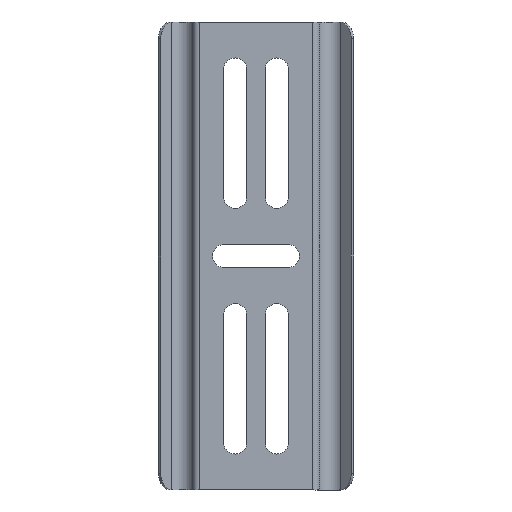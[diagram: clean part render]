
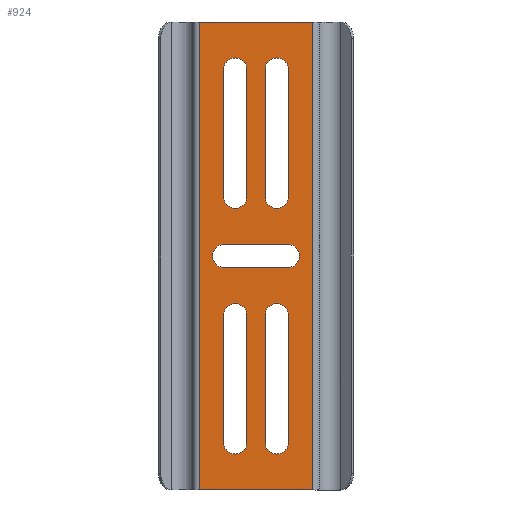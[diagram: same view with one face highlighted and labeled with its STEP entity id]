
A CAD part, front view. The second image highlights one B-rep face of the part: STEP entity #924.
In plain terms, the highlighted planar face has unit normal (0, -1, 0).
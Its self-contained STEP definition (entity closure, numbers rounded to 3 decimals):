
#15=FACE_BOUND('',#159,.T.);
#16=FACE_BOUND('',#160,.T.);
#17=FACE_BOUND('',#161,.T.);
#18=FACE_BOUND('',#162,.T.);
#19=FACE_BOUND('',#163,.T.);
#43=PLANE('',#1029);
#104=FACE_OUTER_BOUND('',#158,.T.);
#158=EDGE_LOOP('',(#759,#760,#761,#762));
#159=EDGE_LOOP('',(#763,#764,#765,#766));
#160=EDGE_LOOP('',(#767,#768,#769,#770));
#161=EDGE_LOOP('',(#771,#772,#773,#774));
#162=EDGE_LOOP('',(#775,#776,#777,#778));
#163=EDGE_LOOP('',(#779,#780,#781,#782));
#195=CIRCLE('',#985,3.5);
#197=CIRCLE('',#989,3.5);
#199=CIRCLE('',#993,3.5);
#201=CIRCLE('',#997,3.5);
#203=CIRCLE('',#1001,3.5);
#205=CIRCLE('',#1005,3.5);
#207=CIRCLE('',#1009,3.5);
#209=CIRCLE('',#1013,3.5);
#211=CIRCLE('',#1017,3.5);
#213=CIRCLE('',#1021,3.5);
#250=LINE('',#1498,#330);
#255=LINE('',#1512,#335);
#258=LINE('',#1522,#338);
#263=LINE('',#1536,#343);
#266=LINE('',#1546,#346);
#271=LINE('',#1560,#351);
#274=LINE('',#1570,#354);
#279=LINE('',#1584,#359);
#282=LINE('',#1594,#362);
#287=LINE('',#1608,#367);
#293=LINE('',#1629,#373);
#294=LINE('',#1631,#374);
#295=LINE('',#1633,#375);
#296=LINE('',#1634,#376);
#330=VECTOR('',#1128,10.);
#335=VECTOR('',#1141,10.);
#338=VECTOR('',#1152,10.);
#343=VECTOR('',#1165,10.);
#346=VECTOR('',#1176,10.);
#351=VECTOR('',#1189,10.);
#354=VECTOR('',#1200,10.);
#359=VECTOR('',#1213,10.);
#362=VECTOR('',#1224,10.);
#367=VECTOR('',#1237,10.);
#373=VECTOR('',#1263,10.);
#374=VECTOR('',#1264,10.);
#375=VECTOR('',#1265,10.);
#376=VECTOR('',#1266,10.);
#415=VERTEX_POINT('',#1496);
#416=VERTEX_POINT('',#1497);
#419=VERTEX_POINT('',#1505);
#421=VERTEX_POINT('',#1511);
#423=VERTEX_POINT('',#1520);
#424=VERTEX_POINT('',#1521);
#427=VERTEX_POINT('',#1529);
#429=VERTEX_POINT('',#1535);
#431=VERTEX_POINT('',#1544);
#432=VERTEX_POINT('',#1545);
#435=VERTEX_POINT('',#1553);
#437=VERTEX_POINT('',#1559);
#439=VERTEX_POINT('',#1568);
#440=VERTEX_POINT('',#1569);
#443=VERTEX_POINT('',#1577);
#445=VERTEX_POINT('',#1583);
#447=VERTEX_POINT('',#1592);
#448=VERTEX_POINT('',#1593);
#451=VERTEX_POINT('',#1601);
#453=VERTEX_POINT('',#1607);
#457=VERTEX_POINT('',#1624);
#458=VERTEX_POINT('',#1628);
#459=VERTEX_POINT('',#1630);
#460=VERTEX_POINT('',#1632);
#510=EDGE_CURVE('',#415,#416,#250,.T.);
#514=EDGE_CURVE('',#416,#419,#195,.T.);
#517=EDGE_CURVE('',#419,#421,#255,.T.);
#520=EDGE_CURVE('',#421,#415,#197,.T.);
#522=EDGE_CURVE('',#423,#424,#258,.T.);
#526=EDGE_CURVE('',#424,#427,#199,.T.);
#529=EDGE_CURVE('',#427,#429,#263,.T.);
#532=EDGE_CURVE('',#429,#423,#201,.T.);
#534=EDGE_CURVE('',#431,#432,#266,.T.);
#538=EDGE_CURVE('',#435,#431,#203,.T.);
#541=EDGE_CURVE('',#437,#435,#271,.T.);
#544=EDGE_CURVE('',#432,#437,#205,.T.);
#546=EDGE_CURVE('',#439,#440,#274,.T.);
#550=EDGE_CURVE('',#440,#443,#207,.T.);
#553=EDGE_CURVE('',#443,#445,#279,.T.);
#556=EDGE_CURVE('',#445,#439,#209,.T.);
#558=EDGE_CURVE('',#447,#448,#282,.T.);
#562=EDGE_CURVE('',#451,#447,#211,.T.);
#565=EDGE_CURVE('',#453,#451,#287,.T.);
#568=EDGE_CURVE('',#448,#453,#213,.T.);
#576=EDGE_CURVE('',#458,#457,#293,.T.);
#577=EDGE_CURVE('',#459,#458,#294,.T.);
#578=EDGE_CURVE('',#459,#460,#295,.T.);
#579=EDGE_CURVE('',#460,#457,#296,.T.);
#759=ORIENTED_EDGE('',*,*,#576,.F.);
#760=ORIENTED_EDGE('',*,*,#577,.F.);
#761=ORIENTED_EDGE('',*,*,#578,.T.);
#762=ORIENTED_EDGE('',*,*,#579,.T.);
#763=ORIENTED_EDGE('',*,*,#510,.T.);
#764=ORIENTED_EDGE('',*,*,#514,.T.);
#765=ORIENTED_EDGE('',*,*,#517,.T.);
#766=ORIENTED_EDGE('',*,*,#520,.T.);
#767=ORIENTED_EDGE('',*,*,#522,.T.);
#768=ORIENTED_EDGE('',*,*,#526,.T.);
#769=ORIENTED_EDGE('',*,*,#529,.T.);
#770=ORIENTED_EDGE('',*,*,#532,.T.);
#771=ORIENTED_EDGE('',*,*,#534,.T.);
#772=ORIENTED_EDGE('',*,*,#544,.T.);
#773=ORIENTED_EDGE('',*,*,#541,.T.);
#774=ORIENTED_EDGE('',*,*,#538,.T.);
#775=ORIENTED_EDGE('',*,*,#546,.T.);
#776=ORIENTED_EDGE('',*,*,#550,.T.);
#777=ORIENTED_EDGE('',*,*,#553,.T.);
#778=ORIENTED_EDGE('',*,*,#556,.T.);
#779=ORIENTED_EDGE('',*,*,#558,.T.);
#780=ORIENTED_EDGE('',*,*,#568,.T.);
#781=ORIENTED_EDGE('',*,*,#565,.T.);
#782=ORIENTED_EDGE('',*,*,#562,.T.);
#924=ADVANCED_FACE('',(#104,#15,#16,#17,#18,#19),#43,.F.);
#985=AXIS2_PLACEMENT_3D('',#1506,#1134,#1135);
#989=AXIS2_PLACEMENT_3D('',#1517,#1146,#1147);
#993=AXIS2_PLACEMENT_3D('',#1530,#1158,#1159);
#997=AXIS2_PLACEMENT_3D('',#1541,#1170,#1171);
#1001=AXIS2_PLACEMENT_3D('',#1554,#1182,#1183);
#1005=AXIS2_PLACEMENT_3D('',#1565,#1194,#1195);
#1009=AXIS2_PLACEMENT_3D('',#1578,#1206,#1207);
#1013=AXIS2_PLACEMENT_3D('',#1589,#1218,#1219);
#1017=AXIS2_PLACEMENT_3D('',#1602,#1230,#1231);
#1021=AXIS2_PLACEMENT_3D('',#1613,#1242,#1243);
#1029=AXIS2_PLACEMENT_3D('',#1627,#1261,#1262);
#1128=DIRECTION('',(0.,0.,-1.));
#1134=DIRECTION('center_axis',(0.,1.,0.));
#1135=DIRECTION('ref_axis',(1.,0.,0.));
#1141=DIRECTION('',(0.,0.,1.));
#1146=DIRECTION('center_axis',(0.,1.,0.));
#1147=DIRECTION('ref_axis',(-1.,0.,0.));
#1152=DIRECTION('',(-1.,0.,0.));
#1158=DIRECTION('center_axis',(0.,1.,0.));
#1159=DIRECTION('ref_axis',(0.,0.,
-1.));
#1165=DIRECTION('',(1.,0.,0.));
#1170=DIRECTION('center_axis',(0.,1.,0.));
#1171=DIRECTION('ref_axis',(0.,0.,
1.));
#1176=DIRECTION('',(0.,0.,-1.));
#1182=DIRECTION('center_axis',(0.,1.,0.));
#1183=DIRECTION('ref_axis',(-1.,0.,0.));
#1189=DIRECTION('',(0.,0.,1.));
#1194=DIRECTION('center_axis',(0.,1.,0.));
#1195=DIRECTION('ref_axis',(1.,0.,0.));
#1200=DIRECTION('',(0.,0.,1.));
#1206=DIRECTION('center_axis',(0.,1.,0.));
#1207=DIRECTION('ref_axis',(-1.,0.,0.));
#1213=DIRECTION('',(0.,0.,-1.));
#1218=DIRECTION('center_axis',(0.,1.,0.));
#1219=DIRECTION('ref_axis',(1.,0.,0.));
#1224=DIRECTION('',(0.,0.,-1.));
#1230=DIRECTION('center_axis',(0.,1.,0.));
#1231=DIRECTION('ref_axis',(-1.,0.,0.));
#1237=DIRECTION('',(0.,0.,1.));
#1242=DIRECTION('center_axis',(0.,1.,0.));
#1243=DIRECTION('ref_axis',(1.,0.,0.));
#1261=DIRECTION('center_axis',(0.,1.,0.));
#1262=DIRECTION('ref_axis',(0.,0.,1.));
#1263=DIRECTION('',(0.,0.,-1.));
#1264=DIRECTION('',(1.,0.,0.));
#1265=DIRECTION('',(0.,0.,-1.));
#1266=DIRECTION('',(1.,0.,0.));
#1496=CARTESIAN_POINT('',(-2.75,0.,52.25));
#1497=CARTESIAN_POINT('',(-2.75,0.,14.25));
#1498=CARTESIAN_POINT('',(-2.75,0.,42.125));
#1505=CARTESIAN_POINT('',(-9.75,0.,14.25));
#1506=CARTESIAN_POINT('Origin',(-6.25,0.,14.25));
#1511=CARTESIAN_POINT('',(-9.75,0.,52.25));
#1512=CARTESIAN_POINT('',(-9.75,0.,61.125));
#1517=CARTESIAN_POINT('Origin',(-6.25,0.,52.25));
#1520=CARTESIAN_POINT('',(9.5,0.,66.5));
#1521=CARTESIAN_POINT('',(-9.5,0.,66.5));
#1522=CARTESIAN_POINT('',(-4.75,0.,66.5));
#1529=CARTESIAN_POINT('',(-9.5,0.,73.5));
#1530=CARTESIAN_POINT('Origin',(-9.5,0.,70.));
#1535=CARTESIAN_POINT('',(9.5,0.,73.5));
#1536=CARTESIAN_POINT('',(4.75,0.,73.5));
#1541=CARTESIAN_POINT('Origin',(9.5,0.,70.));
#1544=CARTESIAN_POINT('',(9.75,0.,125.75));
#1545=CARTESIAN_POINT('',(9.75,0.,87.75));
#1546=CARTESIAN_POINT('',(9.75,0.,78.875));
#1553=CARTESIAN_POINT('',(2.75,0.,125.75));
#1554=CARTESIAN_POINT('Origin',(6.25,0.,125.75));
#1559=CARTESIAN_POINT('',(2.75,0.,87.75));
#1560=CARTESIAN_POINT('',(2.75,0.,97.875));
#1565=CARTESIAN_POINT('Origin',(6.25,0.,87.75));
#1568=CARTESIAN_POINT('',(2.75,0.,14.25));
#1569=CARTESIAN_POINT('',(2.75,0.,52.25));
#1570=CARTESIAN_POINT('',(2.75,0.,61.125));
#1577=CARTESIAN_POINT('',(9.75,0.,52.25));
#1578=CARTESIAN_POINT('Origin',(6.25,0.,52.25));
#1583=CARTESIAN_POINT('',(9.75,0.,14.25));
#1584=CARTESIAN_POINT('',(9.75,0.,42.125));
#1589=CARTESIAN_POINT('Origin',(6.25,0.,14.25));
#1592=CARTESIAN_POINT('',(-2.75,0.,125.75));
#1593=CARTESIAN_POINT('',(-2.75,0.,87.75));
#1594=CARTESIAN_POINT('',(-2.75,0.,78.875));
#1601=CARTESIAN_POINT('',(-9.75,0.,125.75));
#1602=CARTESIAN_POINT('Origin',(-6.25,0.,125.75));
#1607=CARTESIAN_POINT('',(-9.75,0.,87.75));
#1608=CARTESIAN_POINT('',(-9.75,0.,97.875));
#1613=CARTESIAN_POINT('Origin',(-6.25,0.,87.75));
#1624=CARTESIAN_POINT('',(17.,0.,0.));
#1627=CARTESIAN_POINT('Origin',(0.,0.,
70.));
#1628=CARTESIAN_POINT('',(17.,0.,140.));
#1629=CARTESIAN_POINT('',(17.,0.,70.));
#1630=CARTESIAN_POINT('',(-17.,0.,140.));
#1631=CARTESIAN_POINT('',(-31.491,0.,140.));
#1632=CARTESIAN_POINT('',(-17.,0.,0.));
#1633=CARTESIAN_POINT('',(-17.,0.,70.));
#1634=CARTESIAN_POINT('',(-31.491,0.,0.));
